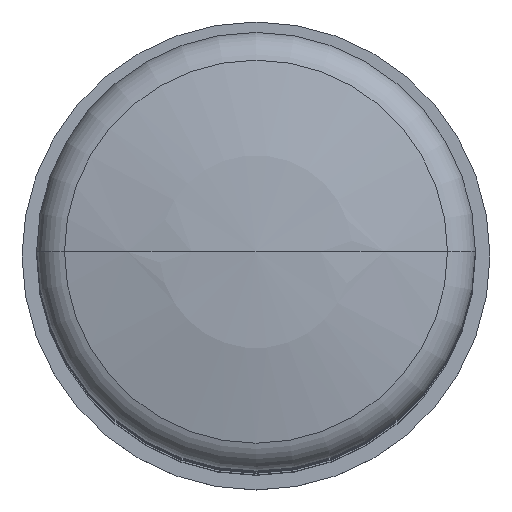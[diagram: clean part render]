
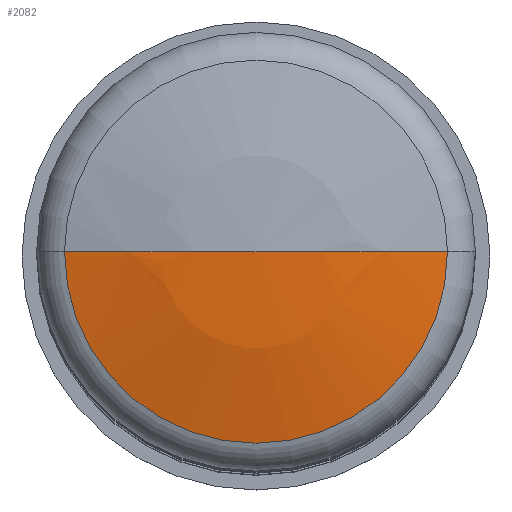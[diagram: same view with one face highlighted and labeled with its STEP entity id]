
A CAD part, top view. The second image highlights one B-rep face of the part: STEP entity #2082.
In plain terms, the highlighted spherical face has radius 110 mm.
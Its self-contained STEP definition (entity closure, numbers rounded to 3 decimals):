
#2001=CARTESIAN_POINT('POINT1177',(0.,
   0.,340.8));
#2002=VERTEX_POINT('VERTEX1177',#2001);
#2003=CARTESIAN_POINT('POINT1178',(-26.19,
   0.,337.637));
#2004=VERTEX_POINT('VERTEX1178',#2003);
#2005=CARTESIAN_POINT('POS2016',(0.,
   0.,230.8));
#2006=DIRECTION('DIR3125',(0.,-1.,0.));
#2007=DIRECTION('DIR3126',(0.,0.,1.));
#2008=AXIS2_PLACEMENT_3D('AXIS1110',#2005,#2006,#2007);
#2009=CIRCLE('ELLIPSE499',#2008,110.);
#2010=EDGE_CURVE('EDGE1807',#2002,#2004,#2009,.T.);
#2012=CARTESIAN_POINT('POINT1179',(26.19,
   0.,337.637));
#2013=VERTEX_POINT('VERTEX1179',#2012);
#2014=CARTESIAN_POINT('POS2017',(0.,
   0.,230.8));
#2015=DIRECTION('DIR3127',(0.,-1.,0.));
#2016=DIRECTION('DIR3128',(0.,0.,1.));
#2017=AXIS2_PLACEMENT_3D('AXIS1111',#2014,#2015,#2016);
#2018=CIRCLE('ELLIPSE500',#2017,110.);
#2019=EDGE_CURVE('EDGE1808',#2013,#2002,#2018,.T.);
#2021=CARTESIAN_POINT('POS2018',(0.,0.,337.637)
   );
#2022=DIRECTION('DIR3129',(0.,0.,-1.));
#2023=DIRECTION('DIR3130',(1.,0.,0.));
#2024=AXIS2_PLACEMENT_3D('AXIS1112',#2021,#2022,#2023);
#2025=CIRCLE('ELLIPSE501',#2024,26.19);
#2030=CARTESIAN_POINT('POS2019',(0.,
   0.,230.8));
#2031=DIRECTION('DIR3131',(0.,0.,1.));
#2032=DIRECTION('DIR3132',(1.,0.,0.));
#2033=AXIS2_PLACEMENT_3D('AXIS1113',#2030,#2031,#2032);
#2034=SPHERICAL_SURFACE('SPHERE_SURF9',#2033,110.);
#2076=ORIENTED_EDGE('COEDGE3622',*,*,#2010,.T.);
#2077=EDGE_CURVE('EDGE1814',#2013,#2004,#2025,.T.);
#2078=ORIENTED_EDGE('COEDGE3623',*,*,#2077,.F.);
#2079=ORIENTED_EDGE('COEDGE3624',*,*,#2019,.T.);
#2080=EDGE_LOOP('NONE',(#2076,#2078,#2079));
#2081=FACE_BOUND('LOOP1',#2080,.T.);
#2082=ADVANCED_FACE('FACE849',(#2081),#2034,.T.);
